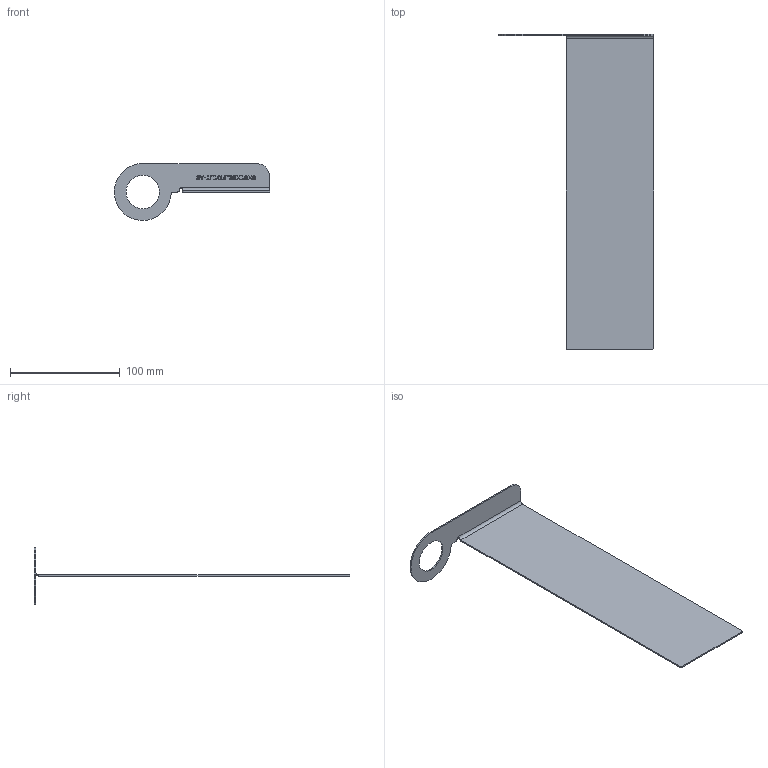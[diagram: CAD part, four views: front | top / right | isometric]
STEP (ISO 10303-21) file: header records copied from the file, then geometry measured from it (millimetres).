
FILE_DESCRIPTION((''),'2;1');
FILE_NAME('185525_ASM','2015-01-12T',('pdmadmin'),(''),'PRO/ENGINEER BY PARAMETRIC TECHNOLOGY CORPORATION, 2013230','PRO/ENGINEER BY PARAMETRIC TECHNOLOGY CORPORATION, 2013230','');
FILE_SCHEMA(('CONFIG_CONTROL_DESIGN'));
Length unit declared in the file: millimetre
Products named in the file (2): 185524; 185525_ASM
Assembly tree (1 placements, depth 2):
  185525_ASM
    185524
Bounding box: 141.99 x 288 x 51.97 mm (x, y, z)
Volume: 31999.9 mm3; surface area: 54592.3 mm2
Topology: 1 solids, 1 shells, 468 faces, 1326 edges, 882 vertices
Faces by surface type: plane 456, cylinder 11, bspline 1
Entity records: 14977 total; most frequent: CARTESIAN_POINT 2726, ORIENTED_EDGE 2652, DIRECTION 2288, EDGE_CURVE 1326, VECTOR 1300, LINE 1300, VERTEX_POINT 882, AXIS2_PLACEMENT_3D 494
